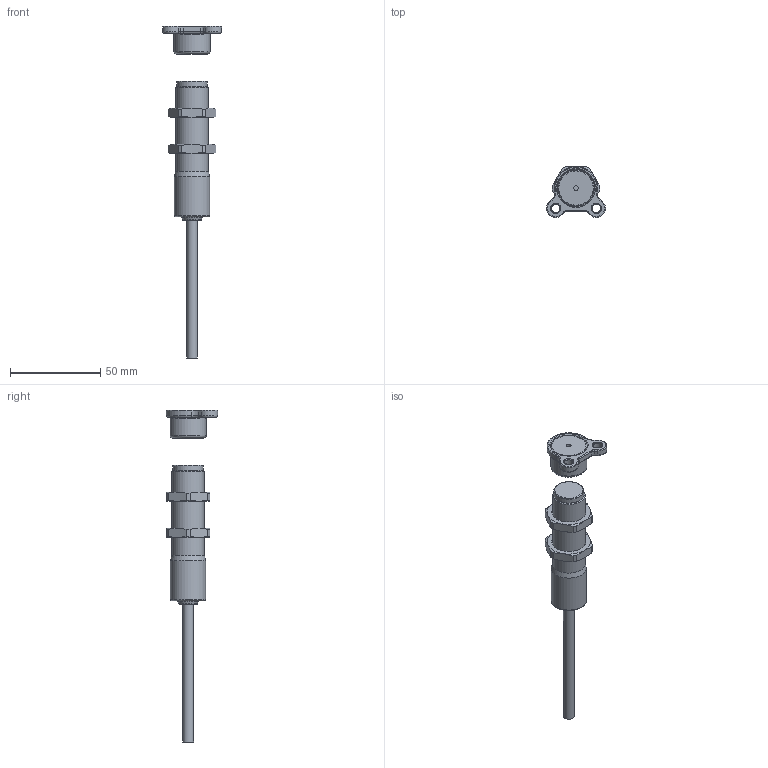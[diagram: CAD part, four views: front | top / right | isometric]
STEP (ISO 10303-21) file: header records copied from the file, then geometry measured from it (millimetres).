
FILE_DESCRIPTION (( 'STEP AP214' ), '1' );
FILE_NAME ('416-BMR.STEP', '2020-03-31T11:25:42', ( '' ), ( '' ), 'SwSTEP 2.0', 'SolidWorks 2019', '' );
FILE_SCHEMA (( 'AUTOMOTIVE_DESIGN' ));
Length unit declared in the file: inch
Products named in the file (1): 416-BMR
Bounding box: 32.65 x 28.33 x 183.7 mm (x, y, z)
Volume: 28738.1 mm3; surface area: 13372.7 mm2
Topology: 4 solids, 6 shells, 167 faces, 387 edges, 242 vertices
Faces by surface type: cylinder 49, plane 39, torus 35, cone 34, bspline 10
Full cylindrical faces by diameter (mm): 2.5 x1, 4.7 x2, 6 x1, 6.4 x1, 12 x1, 13 x1, 13.6 x1, 14.2 x1, 15 x1, 15.7 x1, 16.7 x1, 16.8 x1, 17.1 x2, 18 x1, 19.5 x1, 20 x2, 20.4 x1
Entity records: 6773 total; most frequent: CARTESIAN_POINT 3409, DIRECTION 704, ORIENTED_EDGE 586, AXIS2_PLACEMENT_3D 324, EDGE_CURVE 293, EDGE_LOOP 246, FACE_OUTER_BOUND 210, VERTEX_POINT 205
